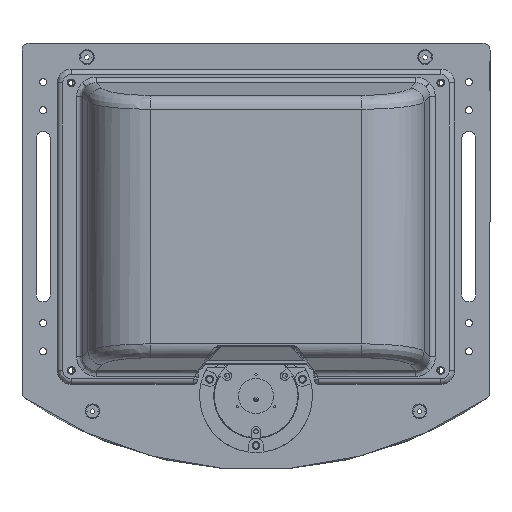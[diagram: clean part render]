
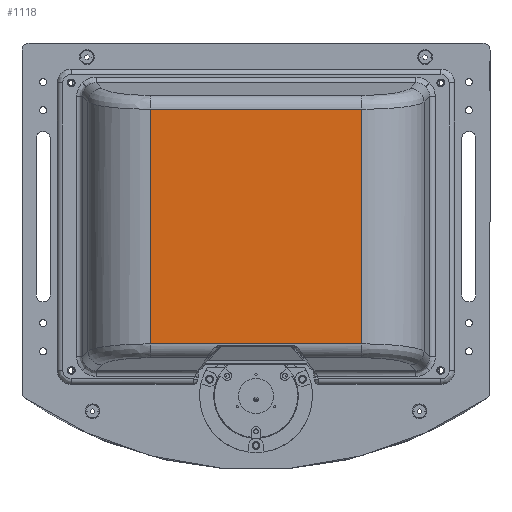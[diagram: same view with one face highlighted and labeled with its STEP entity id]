
A CAD part, top view. The second image highlights one B-rep face of the part: STEP entity #1118.
In plain terms, the highlighted planar face has unit normal (0, 0, 1).
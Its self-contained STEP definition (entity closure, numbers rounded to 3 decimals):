
#1118 = ADVANCED_FACE ( 'NONE', ( #6332 ), #9129, .T. ) ;
#2382 = LINE ( 'NONE', #16669, #9132 ) ;
#2755 = DIRECTION ( 'NONE',  ( 0., 1., 0. ) ) ;
#2820 = DIRECTION ( 'NONE',  ( 0., 1., 0. ) ) ;
#3156 = CARTESIAN_POINT ( 'NONE',  ( 74.898, 203.486, 43.2 ) ) ;
#3782 = AXIS2_PLACEMENT_3D ( 'NONE', #15421, #16766, #16908 ) ;
#4633 = ORIENTED_EDGE ( 'NONE', *, *, #17414, .T. ) ;
#4806 = CARTESIAN_POINT ( 'NONE',  ( -74.897, 36.953, 43.2 ) ) ;
#4830 = ORIENTED_EDGE ( 'NONE', *, *, #19971, .F. ) ;
#5575 = CARTESIAN_POINT ( 'NONE',  ( 74.898, 36.954, 43.2 ) ) ;
#5721 = CARTESIAN_POINT ( 'NONE',  ( -74.897, -0.78, 43.2 ) ) ;
#5743 = VECTOR ( 'NONE', #18130, 1000. ) ;
#6332 = FACE_OUTER_BOUND ( 'NONE', #18996, .T. ) ;
#6548 = CARTESIAN_POINT ( 'NONE',  ( 0., 36.954, 43.2 ) ) ;
#6588 = LINE ( 'NONE', #5721, #8044 ) ;
#7335 = CARTESIAN_POINT ( 'NONE',  ( 0., 203.486, 43.2 ) ) ;
#7869 = EDGE_CURVE ( 'NONE', #18124, #19616, #6588, .T. ) ;
#8044 = VECTOR ( 'NONE', #2820, 1000. ) ;
#8164 = DIRECTION ( 'NONE',  ( -1., 0., 0. ) ) ;
#8992 = VERTEX_POINT ( 'NONE', #5575 ) ;
#9129 = PLANE ( 'NONE',  #3782 ) ;
#9132 = VECTOR ( 'NONE', #2755, 1000. ) ;
#9847 = LINE ( 'NONE', #7335, #5743 ) ;
#13353 = VERTEX_POINT ( 'NONE', #3156 ) ;
#14741 = ORIENTED_EDGE ( 'NONE', *, *, #7869, .F. ) ;
#15322 = VECTOR ( 'NONE', #8164, 1000. ) ;
#15421 = CARTESIAN_POINT ( 'NONE',  ( 0., -0.78, 43.2 ) ) ;
#16287 = LINE ( 'NONE', #6548, #15322 ) ;
#16669 = CARTESIAN_POINT ( 'NONE',  ( 74.898, -0.78, 43.2 ) ) ;
#16766 = DIRECTION ( 'NONE',  ( 0., 0., 1. ) ) ;
#16908 = DIRECTION ( 'NONE',  ( 1., 0., 0. ) ) ;
#17067 = EDGE_CURVE ( 'NONE', #8992, #13353, #2382, .T. ) ;
#17414 = EDGE_CURVE ( 'NONE', #13353, #19616, #9847, .T. ) ;
#17909 = CARTESIAN_POINT ( 'NONE',  ( -74.898, 203.486, 43.2 ) ) ;
#18042 = ORIENTED_EDGE ( 'NONE', *, *, #17067, .T. ) ;
#18124 = VERTEX_POINT ( 'NONE', #4806 ) ;
#18130 = DIRECTION ( 'NONE',  ( -1., 0., 0. ) ) ;
#18996 = EDGE_LOOP ( 'NONE', ( #4633, #14741, #4830, #18042 ) ) ;
#19616 = VERTEX_POINT ( 'NONE', #17909 ) ;
#19971 = EDGE_CURVE ( 'NONE', #8992, #18124, #16287, .T. ) ;
